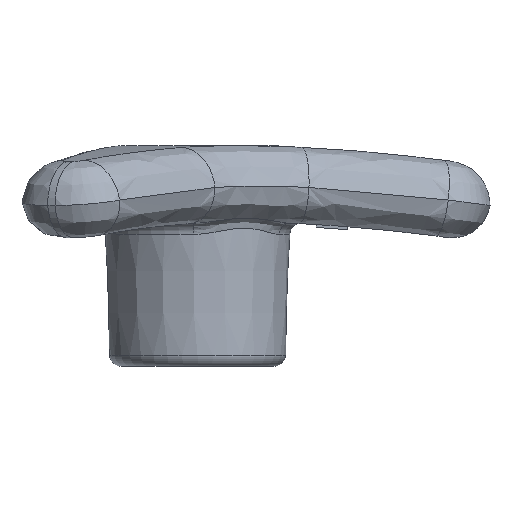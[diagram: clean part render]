
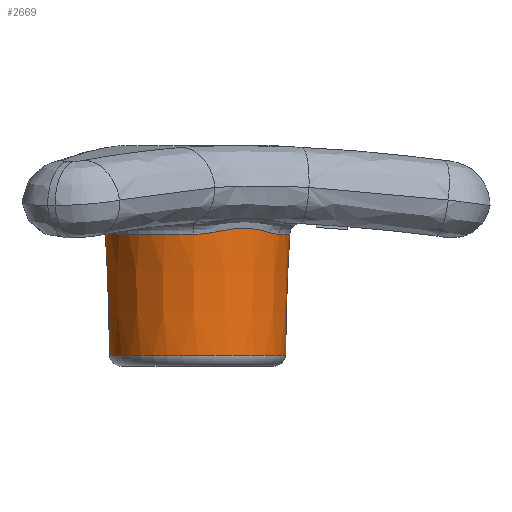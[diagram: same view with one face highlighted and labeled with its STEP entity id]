
A CAD part, front view. The second image highlights one B-rep face of the part: STEP entity #2669.
In plain terms, the highlighted conical face has half-angle 2 degrees and reference radius 15 mm.
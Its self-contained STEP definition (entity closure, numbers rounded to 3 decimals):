
#23=CONICAL_SURFACE('',#2906,15.,0.035);
#77=B_SPLINE_CURVE_WITH_KNOTS('',3,(#7244,#7245,#7246,#7247,#7248,#7249,
#7250,#7251),.UNSPECIFIED.,.F.,.F.,(4,1,1,1,1,4),(0.,0.005,
0.007,0.009,0.014,0.018),
 .UNSPECIFIED.);
#79=B_SPLINE_CURVE_WITH_KNOTS('',3,(#7287,#7288,#7289,#7290,#7291,#7292,
#7293,#7294),.UNSPECIFIED.,.F.,.F.,(4,1,1,1,1,4),(0.,0.005,
0.007,0.009,0.014,0.018),
 .UNSPECIFIED.);
#83=B_SPLINE_CURVE_WITH_KNOTS('',3,(#7342,#7343,#7344,#7345,#7346,#7347,
#7348,#7349),.UNSPECIFIED.,.F.,.F.,(4,1,1,1,1,4),(0.,0.005,
0.007,0.009,0.014,0.018),
 .UNSPECIFIED.);
#831=ORIENTED_EDGE('',*,*,#1132,.T.);
#832=ORIENTED_EDGE('',*,*,#1131,.T.);
#833=ORIENTED_EDGE('',*,*,#1128,.T.);
#834=ORIENTED_EDGE('',*,*,#1126,.T.);
#835=ORIENTED_EDGE('',*,*,#1125,.T.);
#836=ORIENTED_EDGE('',*,*,#1123,.T.);
#837=ORIENTED_EDGE('',*,*,#1133,.T.);
#1123=EDGE_CURVE('',#1312,#1313,#77,.T.);
#1125=EDGE_CURVE('',#1314,#1312,#1477,.T.);
#1126=EDGE_CURVE('',#1315,#1314,#79,.T.);
#1128=EDGE_CURVE('',#1316,#1315,#1478,.T.);
#1131=EDGE_CURVE('',#1317,#1316,#83,.T.);
#1132=EDGE_CURVE('',#1313,#1317,#1479,.T.);
#1133=EDGE_CURVE('',#1318,#1318,#1480,.F.);
#1312=VERTEX_POINT('',#7237);
#1313=VERTEX_POINT('',#7243);
#1314=VERTEX_POINT('',#7258);
#1315=VERTEX_POINT('',#7295);
#1316=VERTEX_POINT('',#7303);
#1317=VERTEX_POINT('',#7341);
#1318=VERTEX_POINT('',#7354);
#1477=CIRCLE('',#2901,15.788);
#1478=CIRCLE('',#2903,15.788);
#1479=CIRCLE('',#2905,15.788);
#1480=CIRCLE('',#2907,15.067);
#1598=EDGE_LOOP('',(#831,#832,#833,#834,#835,#836));
#1599=EDGE_LOOP('',(#837));
#1730=FACE_BOUND('',#1598,.T.);
#1731=FACE_BOUND('',#1599,.T.);
#2669=ADVANCED_FACE('',(#1730,#1731),#23,.T.);
#2901=AXIS2_PLACEMENT_3D('',#7259,#3411,#3412);
#2903=AXIS2_PLACEMENT_3D('',#7302,#3415,#3416);
#2905=AXIS2_PLACEMENT_3D('',#7351,#3419,#3420);
#2906=AXIS2_PLACEMENT_3D('',#7352,#3421,#3422);
#2907=AXIS2_PLACEMENT_3D('',#7353,#3423,#3424);
#3411=DIRECTION('',(0.,0.,-1.));
#3412=DIRECTION('',(-1.,0.,0.));
#3415=DIRECTION('',(0.,0.,-1.));
#3416=DIRECTION('',(-1.,0.,0.));
#3419=DIRECTION('',(0.,0.,-1.));
#3420=DIRECTION('',(-1.,0.,0.));
#3421=DIRECTION('',(0.,0.,1.));
#3422=DIRECTION('',(1.,0.,0.));
#3423=DIRECTION('',(0.,0.,-1.));
#3424=DIRECTION('',(-1.,0.,0.));
#7237=CARTESIAN_POINT('',(13.995,-7.308,22.556));
#7243=CARTESIAN_POINT('',(-0.669,-15.773,22.556));
#7244=CARTESIAN_POINT('',(13.995,-7.308,22.556));
#7245=CARTESIAN_POINT('',(13.29,-8.657,22.556));
#7246=CARTESIAN_POINT('',(11.985,-10.482,22.988));
#7247=CARTESIAN_POINT('',(9.808,-12.482,23.509));
#7248=CARTESIAN_POINT('',(7.294,-14.191,23.736));
#7249=CARTESIAN_POINT('',(3.807,-15.553,23.137));
#7250=CARTESIAN_POINT('',(0.853,-15.838,22.556));
#7251=CARTESIAN_POINT('',(-0.669,-15.773,22.556));
#7258=CARTESIAN_POINT('',(13.995,7.307,22.556));
#7259=CARTESIAN_POINT('',(0.,0.,22.556));
#7287=CARTESIAN_POINT('',(-0.669,15.773,22.556));
#7288=CARTESIAN_POINT('',(0.851,15.838,22.556));
#7289=CARTESIAN_POINT('',(3.089,15.619,22.988));
#7290=CARTESIAN_POINT('',(5.908,14.734,23.51));
#7291=CARTESIAN_POINT('',(8.644,13.412,23.736));
#7292=CARTESIAN_POINT('',(11.566,11.073,23.137));
#7293=CARTESIAN_POINT('',(13.29,8.658,22.556));
#7294=CARTESIAN_POINT('',(13.995,7.307,22.556));
#7295=CARTESIAN_POINT('',(-0.669,15.773,22.556));
#7302=CARTESIAN_POINT('',(0.,0.,22.556));
#7303=CARTESIAN_POINT('',(-13.326,8.466,22.556));
#7341=CARTESIAN_POINT('',(-13.326,-8.466,22.556));
#7342=CARTESIAN_POINT('',(-13.326,-8.466,22.556));
#7343=CARTESIAN_POINT('',(-14.142,-7.181,22.556));
#7344=CARTESIAN_POINT('',(-15.07,-5.138,22.988));
#7345=CARTESIAN_POINT('',(-15.714,-2.253,23.509));
#7346=CARTESIAN_POINT('',(-15.937,0.779,23.736));
#7347=CARTESIAN_POINT('',(-15.373,4.48,23.137));
#7348=CARTESIAN_POINT('',(-14.143,7.18,22.556));
#7349=CARTESIAN_POINT('',(-13.326,8.466,22.556));
#7351=CARTESIAN_POINT('',(0.,0.,22.556));
#7352=CARTESIAN_POINT('',(0.,0.,0.));
#7353=CARTESIAN_POINT('',(0.,0.,1.93));
#7354=CARTESIAN_POINT('',(-15.067,0.,1.93));
